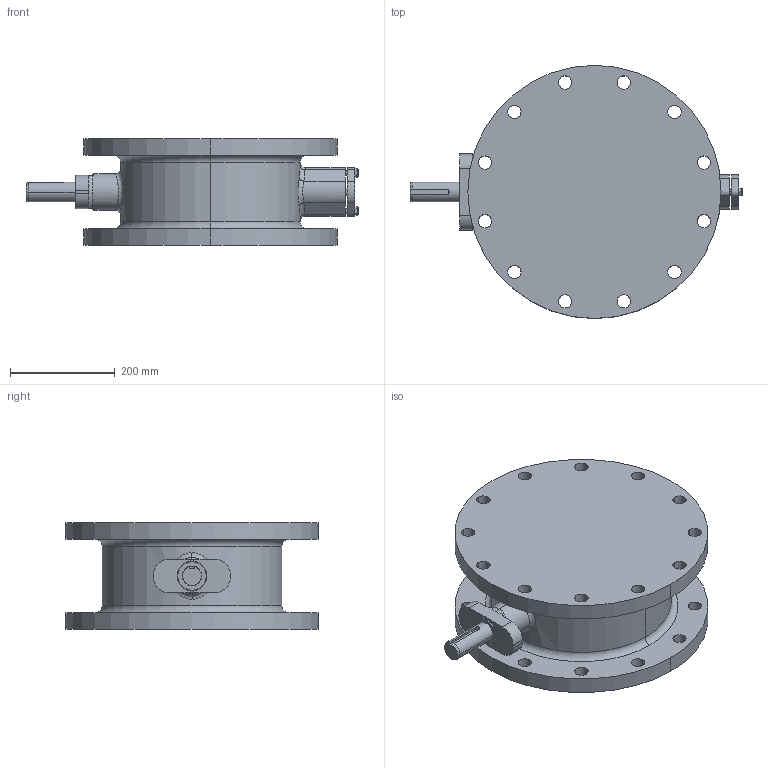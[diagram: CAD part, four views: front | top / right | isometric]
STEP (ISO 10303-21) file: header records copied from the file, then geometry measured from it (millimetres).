
FILE_DESCRIPTION((''),'2;1');
FILE_NAME('A2012_SW0001','2020-08-28T09:44:35',('tomb'),(''),'CREO PARAMETRIC BY PTC INC, 2020053','CREO PARAMETRIC BY PTC INC, 2020053','');
FILE_SCHEMA(('CONFIG_CONTROL_DESIGN'));
Length unit declared in the file: inch
Products named in the file (1): A2012_SW0001
Bounding box: 632.92 x 482.6 x 203.2 mm (x, y, z)
Volume: 25166521 mm3; surface area: 900512.3 mm2
Topology: 1 solids, 1 shells, 183 faces, 467 edges, 302 vertices
Faces by surface type: cylinder 87, plane 55, cone 19, bspline 14, torus 8
Entity records: 7633 total; most frequent: CARTESIAN_POINT 3037, DIRECTION 959, ORIENTED_EDGE 934, EDGE_CURVE 467, AXIS2_PLACEMENT_3D 390, VERTEX_POINT 302, EDGE_LOOP 249, CIRCLE 221
